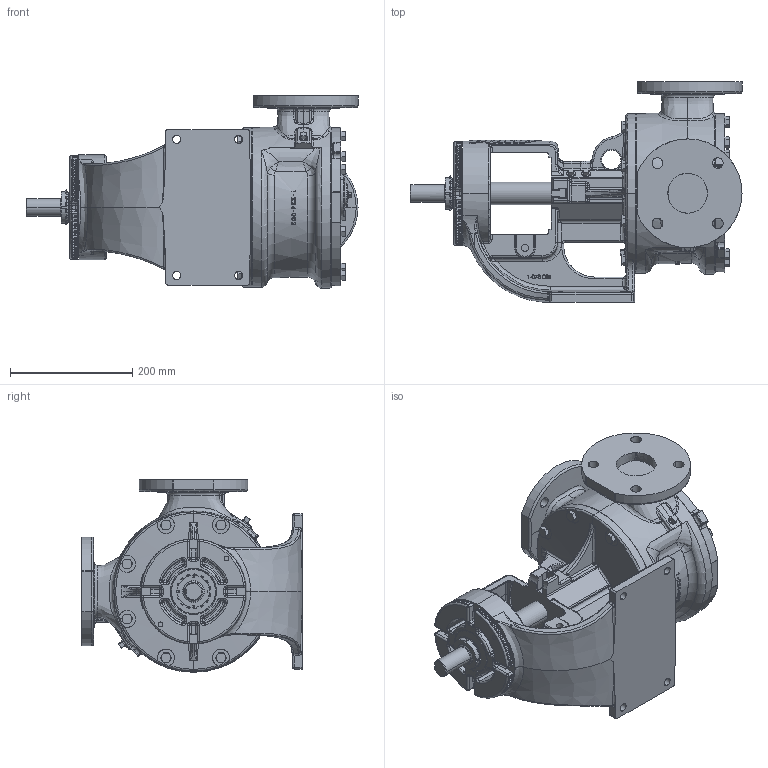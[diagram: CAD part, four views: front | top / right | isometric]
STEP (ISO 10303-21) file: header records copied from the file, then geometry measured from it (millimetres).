
FILE_DESCRIPTION (( 'STEP AP214' ), '1' );
FILE_NAME ('LQ123A.STEP', '2023-12-04T21:37:02', ( '' ), ( '' ), 'SwSTEP 2.0', 'SolidWorks 2022', '' );
FILE_SCHEMA (( 'AUTOMOTIVE_DESIGN' ));
Length unit declared in the file: inch
Products named in the file (1): LQ123A
Bounding box: 542.8 x 360.43 x 314.82 mm (x, y, z)
Volume: 13073739.3 mm3; surface area: 794160.5 mm2
Topology: 1 solids, 1 shells, 2897 faces, 7343 edges, 4475 vertices
Faces by surface type: plane 907, bspline 640, cone 616, cylinder 502, torus 131, sphere 101
Entity records: 184427 total; most frequent: CARTESIAN_POINT 99233, ORIENTED_EDGE 14562, DIRECTION 11873, EDGE_CURVE 7281, AXIS2_PLACEMENT_3D 4779, VERTEX_POINT 4471, EDGE_LOOP 3020, ADVANCED_FACE 2897
